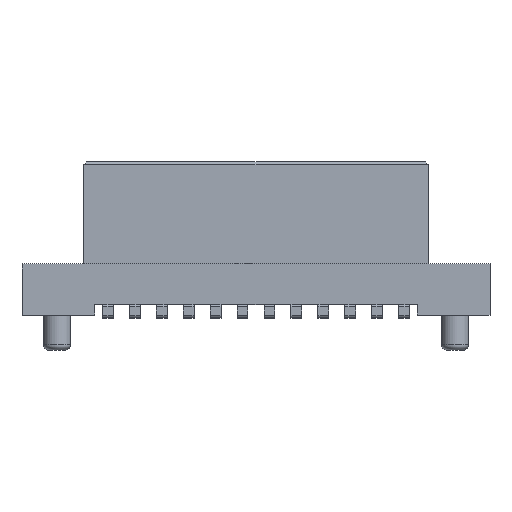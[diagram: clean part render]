
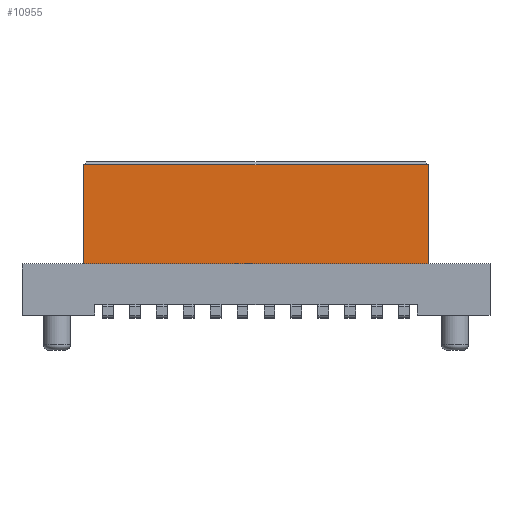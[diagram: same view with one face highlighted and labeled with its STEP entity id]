
A CAD part, top view. The second image highlights one B-rep face of the part: STEP entity #10955.
In plain terms, the highlighted planar face has unit normal (0, 0, 1).
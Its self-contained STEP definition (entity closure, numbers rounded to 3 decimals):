
#33=DIRECTION('',(1.,0.,0.));
#34=VECTOR('',#33,6.4);
#35=CARTESIAN_POINT('',(-3.2,0.95,1.275));
#36=LINE('',#35,#34);
#3981=DIRECTION('',(1.,0.,0.));
#3982=VECTOR('',#3981,6.4);
#3983=CARTESIAN_POINT('',(-3.2,2.8,1.275));
#3984=LINE('',#3983,#3982);
#3985=DIRECTION('',(0.,1.,0.));
#3986=VECTOR('',#3985,1.85);
#3987=CARTESIAN_POINT('',(-3.2,0.95,1.275));
#3988=LINE('',#3987,#3986);
#3993=DIRECTION('',(0.,1.,0.));
#3994=VECTOR('',#3993,1.85);
#3995=CARTESIAN_POINT('',(3.2,0.95,1.275));
#3996=LINE('',#3995,#3994);
#5025=CARTESIAN_POINT('',(-3.2,0.95,1.275));
#5026=CARTESIAN_POINT('',(3.2,0.95,1.275));
#5027=VERTEX_POINT('',#5025);
#5028=VERTEX_POINT('',#5026);
#5057=CARTESIAN_POINT('',(3.2,2.8,1.275));
#5058=VERTEX_POINT('',#5057);
#5061=CARTESIAN_POINT('',(-3.2,2.8,1.275));
#5062=VERTEX_POINT('',#5061);
#10943=CARTESIAN_POINT('',(-3.2,0.95,1.275));
#10944=DIRECTION('',(0.,0.,1.));
#10945=DIRECTION('',(1.,0.,0.));
#10946=AXIS2_PLACEMENT_3D('',#10943,#10944,#10945);
#10947=PLANE('',#10946);
#10948=ORIENTED_EDGE('',*,*,#10934,.T.);
#10950=ORIENTED_EDGE('',*,*,#10949,.F.);
#10951=ORIENTED_EDGE('',*,*,#5282,.F.);
#10952=ORIENTED_EDGE('',*,*,#10909,.T.);
#10953=EDGE_LOOP('',(#10948,#10950,#10951,#10952));
#10954=FACE_OUTER_BOUND('',#10953,.F.);
#5282=EDGE_CURVE('',#5027,#5028,#36,.T.);
#10909=EDGE_CURVE('',#5027,#5062,#3988,.T.);
#10934=EDGE_CURVE('',#5062,#5058,#3984,.T.);
#10949=EDGE_CURVE('',#5028,#5058,#3996,.T.);
#10955=ADVANCED_FACE('',(#10954),#10947,.T.);
